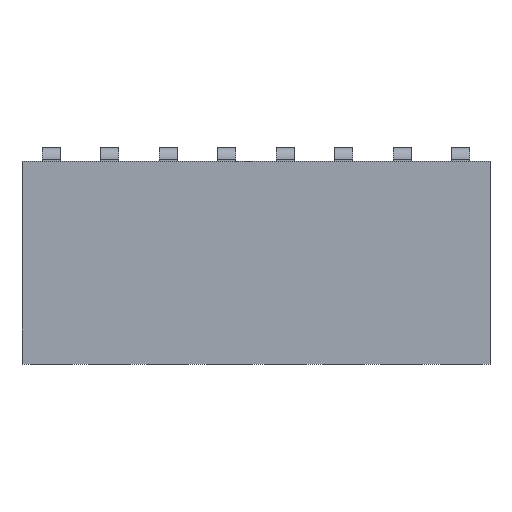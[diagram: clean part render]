
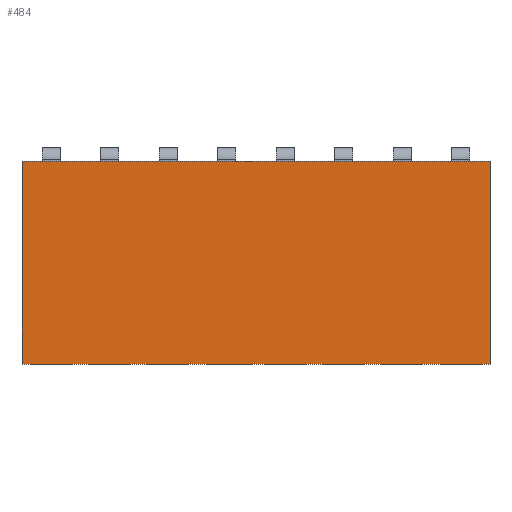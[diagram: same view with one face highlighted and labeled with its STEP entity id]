
A CAD part, top view. The second image highlights one B-rep face of the part: STEP entity #484.
In plain terms, the highlighted planar face has unit normal (0, 0, 1).
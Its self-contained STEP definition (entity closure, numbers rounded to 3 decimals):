
#484=ADVANCED_FACE('',(#4760),#4762,.T.);
#4760=FACE_BOUND('',#4761,.T.);
#4761=EDGE_LOOP('',(#8137,#8138,#8139,#8140));
#4762=PLANE('',#4763);
#4763=AXIS2_PLACEMENT_3D('',#4764,#4765,#4766);
#4764=CARTESIAN_POINT('',(-0.635,-4.625,1.8));
#4765=DIRECTION('',(0.,0.,1.));
#4766=DIRECTION('',(1.,0.,0.));
#8137=ORIENTED_EDGE('',*,*,#10619,.T.);
#8138=ORIENTED_EDGE('',*,*,#10616,.T.);
#8139=ORIENTED_EDGE('',*,*,#10548,.F.);
#8140=ORIENTED_EDGE('',*,*,#10556,.F.);
#10548=EDGE_CURVE('',#11915,#11917,#11918,.T.);
#10556=EDGE_CURVE('',#11928,#11915,#11930,.T.);
#10616=EDGE_CURVE('',#12022,#11917,#12023,.T.);
#10619=EDGE_CURVE('',#11928,#12022,#12027,.T.);
#11915=VERTEX_POINT('',#14199);
#11917=VERTEX_POINT('',#14203);
#11918=LINE('',#14204,#14205);
#11928=VERTEX_POINT('',#14228);
#11930=LINE('',#14232,#14233);
#12022=VERTEX_POINT('',#14444);
#12023=LINE('',#14445,#14446);
#12027=LINE('',#14455,#14456);
#14199=CARTESIAN_POINT('',(-0.635,-0.225,1.8));
#14203=CARTESIAN_POINT('',(9.525,-0.225,1.8));
#14204=CARTESIAN_POINT('',(-0.635,-0.225,1.8));
#14205=VECTOR('',#14206,1.);
#14206=DIRECTION('',(1.,0.,0.));
#14228=CARTESIAN_POINT('',(-0.635,-4.625,1.8));
#14232=CARTESIAN_POINT('',(-0.635,-4.625,1.8));
#14233=VECTOR('',#14234,1.);
#14234=DIRECTION('',(0.,1.,0.));
#14444=CARTESIAN_POINT('',(9.525,-4.625,1.8));
#14445=CARTESIAN_POINT('',(9.525,-4.625,1.8));
#14446=VECTOR('',#14447,1.);
#14447=DIRECTION('',(0.,1.,0.));
#14455=CARTESIAN_POINT('',(-0.635,-4.625,1.8));
#14456=VECTOR('',#14457,1.);
#14457=DIRECTION('',(1.,0.,0.));
